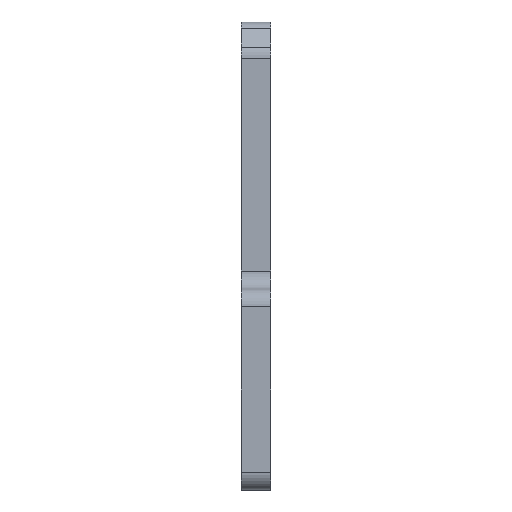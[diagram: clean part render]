
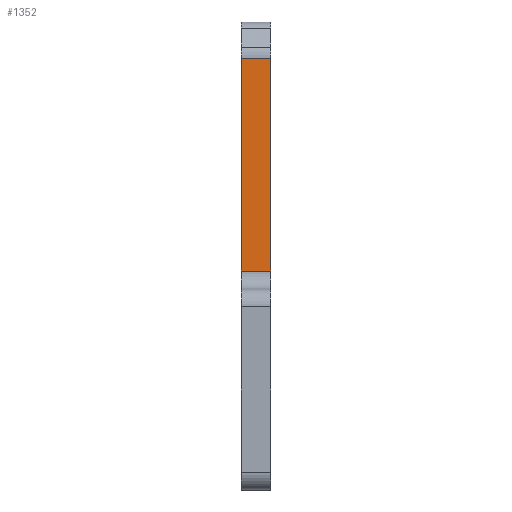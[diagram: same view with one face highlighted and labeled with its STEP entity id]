
A CAD part, left-side view. The second image highlights one B-rep face of the part: STEP entity #1352.
In plain terms, the highlighted planar face has unit normal (-1, 0, 0).
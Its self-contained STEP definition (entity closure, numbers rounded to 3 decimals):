
#42=LINE('',#2141,#130);
#43=LINE('',#2144,#131);
#44=LINE('',#2146,#132);
#45=LINE('',#2147,#133);
#130=VECTOR('',#1729,10.);
#131=VECTOR('',#1732,10.);
#132=VECTOR('',#1733,10.);
#133=VECTOR('',#1734,10.);
#201=PLANE('',#1469);
#318=FACE_OUTER_BOUND('',#408,.T.);
#408=EDGE_LOOP('',(#999,#1000,#1001,#1002));
#653=VERTEX_POINT('',#2137);
#654=VERTEX_POINT('',#2139);
#655=VERTEX_POINT('',#2143);
#656=VERTEX_POINT('',#2145);
#802=EDGE_CURVE('',#653,#654,#42,.T.);
#803=EDGE_CURVE('',#655,#653,#43,.T.);
#804=EDGE_CURVE('',#656,#654,#44,.T.);
#805=EDGE_CURVE('',#655,#656,#45,.T.);
#999=ORIENTED_EDGE('',*,*,#803,.T.);
#1000=ORIENTED_EDGE('',*,*,#802,.T.);
#1001=ORIENTED_EDGE('',*,*,#804,.F.);
#1002=ORIENTED_EDGE('',*,*,#805,.F.);
#1352=ADVANCED_FACE('',(#318),#201,.T.);
#1469=AXIS2_PLACEMENT_3D('',#2142,#1730,#1731);
#1729=DIRECTION('',(0.,1.,0.));
#1730=DIRECTION('center_axis',(-1.,0.,0.));
#1731=DIRECTION('ref_axis',(0.,0.,1.));
#1732=DIRECTION('',(0.,0.,1.));
#1733=DIRECTION('',(0.,0.,1.));
#1734=DIRECTION('',(0.,1.,0.));
#2137=CARTESIAN_POINT('',(-22.,0.,36.948));
#2139=CARTESIAN_POINT('',(-22.,5.,36.948));
#2141=CARTESIAN_POINT('',(-22.,0.,36.948));
#2142=CARTESIAN_POINT('Origin',(-22.,0.,1.5));
#2143=CARTESIAN_POINT('',(-22.,0.,1.5));
#2144=CARTESIAN_POINT('',(-22.,0.,-1.));
#2145=CARTESIAN_POINT('',(-22.,5.,1.5));
#2146=CARTESIAN_POINT('',(-22.,5.,-1.));
#2147=CARTESIAN_POINT('',(-22.,0.,1.5));
